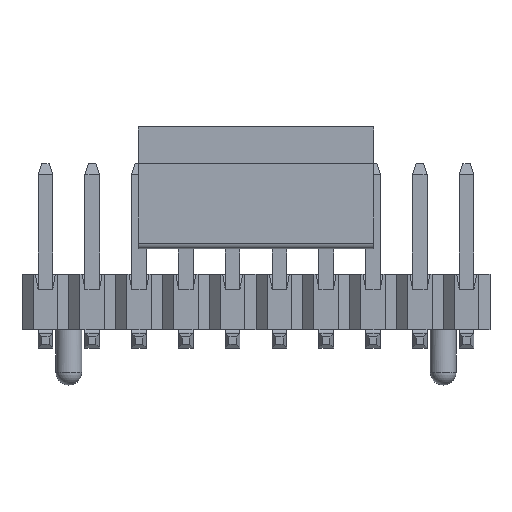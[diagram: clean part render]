
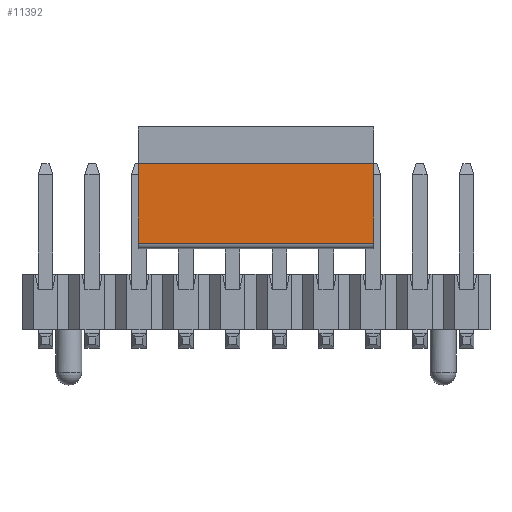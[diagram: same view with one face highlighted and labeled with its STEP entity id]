
A CAD part, top view. The second image highlights one B-rep face of the part: STEP entity #11392.
In plain terms, the highlighted planar face has unit normal (0, 0, 1).
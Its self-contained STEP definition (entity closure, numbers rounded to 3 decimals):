
#10405=CARTESIAN_POINT('',(2.515,2.35,1.7));
#10406=VERTEX_POINT('',#10405);
#10414=CARTESIAN_POINT('',(2.515,4.5,1.7));
#10415=VERTEX_POINT('',#10414);
#10416=CARTESIAN_POINT('',(2.515,2.35,1.7));
#10417=DIRECTION('',(0.,1.,0.));
#10418=VECTOR('',#10417,2.15);
#10419=LINE('',#10416,#10418);
#10420=EDGE_CURVE('',#10406,#10415,#10419,.T.);
#10856=CARTESIAN_POINT('',(8.915,4.5,1.7));
#10857=VERTEX_POINT('',#10856);
#10864=CARTESIAN_POINT('',(8.915,2.35,1.7));
#10865=VERTEX_POINT('',#10864);
#10866=CARTESIAN_POINT('',(8.915,4.5,1.7));
#10867=DIRECTION('',(0.,-1.,0.));
#10868=VECTOR('',#10867,2.15);
#10869=LINE('',#10866,#10868);
#10870=EDGE_CURVE('',#10857,#10865,#10869,.T.);
#11366=CARTESIAN_POINT('',(8.915,2.35,1.7));
#11367=DIRECTION('',(-1.,0.,0.));
#11368=VECTOR('',#11367,6.4);
#11369=LINE('',#11366,#11368);
#11370=EDGE_CURVE('',#10865,#10406,#11369,.T.);
#11376=CARTESIAN_POINT('',(2.515,4.5,1.7));
#11377=DIRECTION('',(0.,-1.,0.));
#11378=DIRECTION('',(-0.,0.,1.));
#11379=AXIS2_PLACEMENT_3D('',#11376,#11378,#11377);
#11380=PLANE('',#11379);
#11381=ORIENTED_EDGE('',*,*,#10870,.F.);
#11382=CARTESIAN_POINT('',(8.915,4.5,1.7));
#11383=DIRECTION('',(-1.,0.,0.));
#11384=VECTOR('',#11383,6.4);
#11385=LINE('',#11382,#11384);
#11386=EDGE_CURVE('',#10857,#10415,#11385,.T.);
#11387=ORIENTED_EDGE('',*,*,#11386,.T.);
#11388=ORIENTED_EDGE('',*,*,#10420,.F.);
#11389=ORIENTED_EDGE('',*,*,#11370,.F.);
#11390=EDGE_LOOP('',(#11381,#11387,#11388,#11389));
#11391=FACE_OUTER_BOUND('',#11390,.T.);
#11392=ADVANCED_FACE('',(#11391),#11380,.T.);
